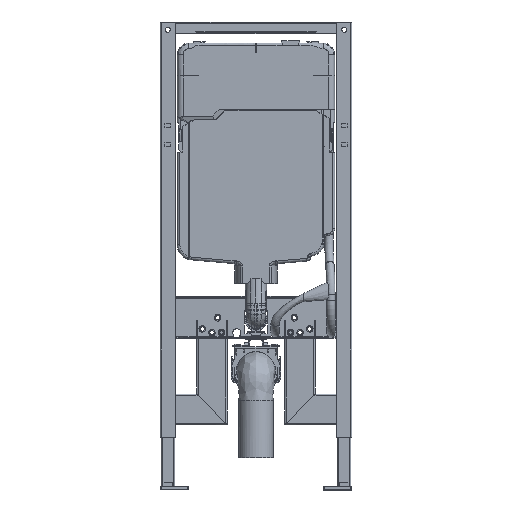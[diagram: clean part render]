
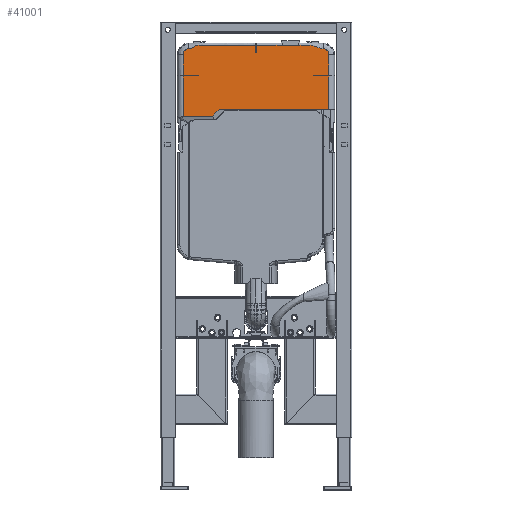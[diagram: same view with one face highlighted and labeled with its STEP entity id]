
A CAD part, left-side view. The second image highlights one B-rep face of the part: STEP entity #41001.
In plain terms, the highlighted planar face has unit normal (-1, 0, 0).
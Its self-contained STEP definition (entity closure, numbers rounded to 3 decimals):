
#185=LINE('',#59759,#3938);
#186=LINE('',#59761,#3939);
#187=LINE('',#59763,#3940);
#188=LINE('',#59765,#3941);
#189=LINE('',#59767,#3942);
#190=LINE('',#59787,#3943);
#191=LINE('',#59789,#3944);
#192=LINE('',#59791,#3945);
#193=LINE('',#59793,#3946);
#194=LINE('',#59795,#3947);
#195=LINE('',#59797,#3948);
#196=LINE('',#59799,#3949);
#197=LINE('',#59801,#3950);
#198=LINE('',#59803,#3951);
#199=LINE('',#59805,#3952);
#200=LINE('',#59807,#3953);
#201=LINE('',#59809,#3954);
#202=LINE('',#59811,#3955);
#3938=VECTOR('',#46989,43.5);
#3939=VECTOR('',#46990,67.5);
#3940=VECTOR('',#46991,20.);
#3941=VECTOR('',#46992,1.5);
#3942=VECTOR('',#46993,20.);
#3943=VECTOR('',#46996,54.25);
#3944=VECTOR('',#46997,40.);
#3945=VECTOR('',#46998,1.5);
#3946=VECTOR('',#46999,40.);
#3947=VECTOR('',#47000,104.716);
#3948=VECTOR('',#47001,76.678);
#3949=VECTOR('',#47002,24.7);
#3950=VECTOR('',#47003,285.856);
#3951=VECTOR('',#47004,87.25);
#3952=VECTOR('',#47005,40.);
#3953=VECTOR('',#47006,1.5);
#3954=VECTOR('',#47007,40.);
#3955=VECTOR('',#47008,54.25);
#7814=B_SPLINE_CURVE_WITH_KNOTS('',3,(#59743,#59744,#59745,#59746,#59747,
#59748,#59749,#59750,#59751,#59752,#59753,#59754,#59755,#59756),
 .UNSPECIFIED.,.F.,.F.,(4,1,1,1,1,1,1,1,1,1,1,4),(-9.325,-8.421,
-7.518,-6.614,-5.711,-5.259,
-4.807,-4.581,-4.355,-3.904,-3.452,
-3.),.UNSPECIFIED.);
#7815=B_SPLINE_CURVE_WITH_KNOTS('',3,(#59769,#59770,#59771,#59772,#59773,
#59774,#59775,#59776,#59777,#59778,#59779,#59780,#59781,#59782,#59783),
 .UNSPECIFIED.,.F.,.F.,(4,1,1,1,1,1,1,1,1,1,1,1,4),(-38.,-37.689,
-37.378,-37.067,-36.755,-36.133,
-35.822,-35.511,-35.096,-34.681,-33.021,
-30.532,-20.575),.UNSPECIFIED.);
#8543=PLANE('',#43329);
#10249=FACE_OUTER_BOUND('',#12458,.T.);
#12458=EDGE_LOOP('',(#26392,#26393,#26394,#26395,#26396,#26397,#26398,#26399,
#26400,#26401,#26402,#26403,#26404,#26405,#26406,#26407,#26408,#26409,#26410,
#26411,#26412,#26413));
#15061=CIRCLE('',#43330,15.);
#15062=CIRCLE('',#43331,15.);
#16615=VERTEX_POINT('',#59712);
#16617=VERTEX_POINT('',#59729);
#16618=VERTEX_POINT('',#59758);
#16619=VERTEX_POINT('',#59760);
#16620=VERTEX_POINT('',#59762);
#16621=VERTEX_POINT('',#59764);
#16622=VERTEX_POINT('',#59766);
#16623=VERTEX_POINT('',#59768);
#16624=VERTEX_POINT('',#59784);
#16625=VERTEX_POINT('',#59786);
#16626=VERTEX_POINT('',#59788);
#16627=VERTEX_POINT('',#59790);
#16628=VERTEX_POINT('',#59792);
#16629=VERTEX_POINT('',#59794);
#16630=VERTEX_POINT('',#59796);
#16631=VERTEX_POINT('',#59798);
#16632=VERTEX_POINT('',#59800);
#16633=VERTEX_POINT('',#59802);
#16634=VERTEX_POINT('',#59804);
#16635=VERTEX_POINT('',#59806);
#16636=VERTEX_POINT('',#59808);
#16637=VERTEX_POINT('',#59810);
#20470=EDGE_CURVE('',#16617,#16615,#7814,.T.);
#20471=EDGE_CURVE('',#16617,#16618,#185,.T.);
#20472=EDGE_CURVE('',#16619,#16618,#186,.T.);
#20473=EDGE_CURVE('',#16619,#16620,#187,.T.);
#20474=EDGE_CURVE('',#16620,#16621,#188,.T.);
#20475=EDGE_CURVE('',#16621,#16622,#189,.T.);
#20476=EDGE_CURVE('',#16623,#16622,#7815,.T.);
#20477=EDGE_CURVE('',#16623,#16624,#15061,.T.);
#20478=EDGE_CURVE('',#16625,#16624,#190,.T.);
#20479=EDGE_CURVE('',#16625,#16626,#191,.T.);
#20480=EDGE_CURVE('',#16626,#16627,#192,.T.);
#20481=EDGE_CURVE('',#16627,#16628,#193,.T.);
#20482=EDGE_CURVE('',#16629,#16628,#194,.T.);
#20483=EDGE_CURVE('',#16630,#16629,#195,.T.);
#20484=EDGE_CURVE('',#16631,#16630,#196,.T.);
#20485=EDGE_CURVE('',#16631,#16632,#197,.T.);
#20486=EDGE_CURVE('',#16633,#16632,#198,.T.);
#20487=EDGE_CURVE('',#16633,#16634,#199,.T.);
#20488=EDGE_CURVE('',#16634,#16635,#200,.T.);
#20489=EDGE_CURVE('',#16635,#16636,#201,.T.);
#20490=EDGE_CURVE('',#16637,#16636,#202,.T.);
#20491=EDGE_CURVE('',#16637,#16615,#15062,.T.);
#26392=ORIENTED_EDGE('',*,*,#20470,.F.);
#26393=ORIENTED_EDGE('',*,*,#20471,.T.);
#26394=ORIENTED_EDGE('',*,*,#20472,.F.);
#26395=ORIENTED_EDGE('',*,*,#20473,.T.);
#26396=ORIENTED_EDGE('',*,*,#20474,.T.);
#26397=ORIENTED_EDGE('',*,*,#20475,.T.);
#26398=ORIENTED_EDGE('',*,*,#20476,.F.);
#26399=ORIENTED_EDGE('',*,*,#20477,.T.);
#26400=ORIENTED_EDGE('',*,*,#20478,.F.);
#26401=ORIENTED_EDGE('',*,*,#20479,.T.);
#26402=ORIENTED_EDGE('',*,*,#20480,.T.);
#26403=ORIENTED_EDGE('',*,*,#20481,.T.);
#26404=ORIENTED_EDGE('',*,*,#20482,.F.);
#26405=ORIENTED_EDGE('',*,*,#20483,.F.);
#26406=ORIENTED_EDGE('',*,*,#20484,.F.);
#26407=ORIENTED_EDGE('',*,*,#20485,.T.);
#26408=ORIENTED_EDGE('',*,*,#20486,.F.);
#26409=ORIENTED_EDGE('',*,*,#20487,.T.);
#26410=ORIENTED_EDGE('',*,*,#20488,.T.);
#26411=ORIENTED_EDGE('',*,*,#20489,.T.);
#26412=ORIENTED_EDGE('',*,*,#20490,.F.);
#26413=ORIENTED_EDGE('',*,*,#20491,.T.);
#41001=ADVANCED_FACE('',(#10249),#8543,.T.);
#43329=AXIS2_PLACEMENT_3D('',#59757,#46987,#46988);
#43330=AXIS2_PLACEMENT_3D('',#59785,#46994,#46995);
#43331=AXIS2_PLACEMENT_3D('',#59812,#47009,#47010);
#46987=DIRECTION('center_axis',(-1.,0.,0.));
#46988=DIRECTION('ref_axis',(0.,-1.,0.));
#46989=DIRECTION('',(0.,1.,0.));
#46990=DIRECTION('',(0.,-1.,0.));
#46991=DIRECTION('',(0.,0.,-1.));
#46992=DIRECTION('',(0.,1.,0.));
#46993=DIRECTION('',(0.,0.,1.));
#46994=DIRECTION('center_axis',(-1.,0.,0.));
#46995=DIRECTION('ref_axis',(0.,0.,1.));
#46996=DIRECTION('',(0.,0.,1.));
#46997=DIRECTION('',(0.,-1.,0.));
#46998=DIRECTION('',(0.,0.,-1.));
#46999=DIRECTION('',(0.,1.,0.));
#47000=DIRECTION('',(0.,0.,1.));
#47001=DIRECTION('',(0.,1.,0.));
#47002=DIRECTION('',(0.,0.707,-0.707));
#47003=DIRECTION('',(0.,-1.,0.));
#47004=DIRECTION('',(0.,0.,-1.));
#47005=DIRECTION('',(0.,1.,0.));
#47006=DIRECTION('',(0.,0.,1.));
#47007=DIRECTION('',(0.,-1.,0.));
#47008=DIRECTION('',(0.,0.,-1.));
#47009=DIRECTION('center_axis',(-1.,0.,0.));
#47010=DIRECTION('ref_axis',(0.,0.,1.));
#59712=CARTESIAN_POINT('',(-80.,-175.,1070.));
#59729=CARTESIAN_POINT('',(-80.,-111.75,1080.));
#59743=CARTESIAN_POINT('Ctrl Pts',(-80.,-111.75,1080.));
#59744=CARTESIAN_POINT('Ctrl Pts',(-80.,-114.762,1080.));
#59745=CARTESIAN_POINT('Ctrl Pts',(-80.,-120.786,1079.908));
#59746=CARTESIAN_POINT('Ctrl Pts',(-80.,-129.821,1079.819));
#59747=CARTESIAN_POINT('Ctrl Pts',(-80.,-138.857,1079.665));
#59748=CARTESIAN_POINT('Ctrl Pts',(-80.,-146.387,1078.939));
#59749=CARTESIAN_POINT('Ctrl Pts',(-80.,-152.411,1077.162));
#59750=CARTESIAN_POINT('Ctrl Pts',(-80.,-156.176,1075.667));
#59751=CARTESIAN_POINT('Ctrl Pts',(-80.,-159.188,1074.404));
#59752=CARTESIAN_POINT('Ctrl Pts',(-80.,-162.199,1073.144));
#59753=CARTESIAN_POINT('Ctrl Pts',(-80.,-165.964,1071.672));
#59754=CARTESIAN_POINT('Ctrl Pts',(-80.,-170.482,1070.365));
#59755=CARTESIAN_POINT('Ctrl Pts',(-80.,-173.494,1070.));
#59756=CARTESIAN_POINT('Ctrl Pts',(-80.,-175.,1070.));
#59757=CARTESIAN_POINT('Origin',(-80.,205.,1000.));
#59758=CARTESIAN_POINT('',(-80.,-68.25,1080.));
#59759=CARTESIAN_POINT('',(-80.,57.5,1080.));
#59760=CARTESIAN_POINT('',(-80.,-0.75,1080.));
#59761=CARTESIAN_POINT('',(-80.,102.5,1080.));
#59762=CARTESIAN_POINT('',(-80.,-0.75,1060.));
#59763=CARTESIAN_POINT('',(-80.,-0.75,1042.5));
#59764=CARTESIAN_POINT('',(-80.,0.75,1060.));
#59765=CARTESIAN_POINT('',(-80.,102.125,1060.));
#59766=CARTESIAN_POINT('',(-80.,0.75,1080.));
#59767=CARTESIAN_POINT('',(-80.,0.75,1030.));
#59768=CARTESIAN_POINT('',(-80.,175.,1070.));
#59769=CARTESIAN_POINT('Ctrl Pts',(-80.,175.,1070.));
#59770=CARTESIAN_POINT('Ctrl Pts',(-80.,173.963,1070.));
#59771=CARTESIAN_POINT('Ctrl Pts',(-80.,171.888,1070.356));
#59772=CARTESIAN_POINT('Ctrl Pts',(-80.,168.777,1071.426));
#59773=CARTESIAN_POINT('Ctrl Pts',(-80.,165.665,1073.074));
#59774=CARTESIAN_POINT('Ctrl Pts',(-80.,161.516,1075.779));
#59775=CARTESIAN_POINT('Ctrl Pts',(-80.,157.368,1078.432));
#59776=CARTESIAN_POINT('Ctrl Pts',(-80.,153.219,1079.725));
#59777=CARTESIAN_POINT('Ctrl Pts',(-80.,149.761,1080.035));
#59778=CARTESIAN_POINT('Ctrl Pts',(-80.,145.958,1079.988));
#59779=CARTESIAN_POINT('Ctrl Pts',(-80.,137.661,1080.009));
#59780=CARTESIAN_POINT('Ctrl Pts',(-80.,122.448,1079.995));
#59781=CARTESIAN_POINT('Ctrl Pts',(-80.,75.429,1080.005));
#59782=CARTESIAN_POINT('Ctrl Pts',(-80.,33.94,1080.));
#59783=CARTESIAN_POINT('Ctrl Pts',(-80.,0.75,1080.));
#59784=CARTESIAN_POINT('',(-80.,190.,1055.));
#59785=CARTESIAN_POINT('Origin',(-80.,175.,1055.));
#59786=CARTESIAN_POINT('',(-80.,190.,1000.75));
#59787=CARTESIAN_POINT('',(-80.,190.,912.));
#59788=CARTESIAN_POINT('',(-80.,150.,1000.75));
#59789=CARTESIAN_POINT('',(-80.,177.5,1000.75));
#59790=CARTESIAN_POINT('',(-80.,150.,999.25));
#59791=CARTESIAN_POINT('',(-80.,150.,999.625));
#59792=CARTESIAN_POINT('',(-80.,190.,999.25));
#59793=CARTESIAN_POINT('',(-80.,205.,999.25));
#59794=CARTESIAN_POINT('',(-80.,190.,894.534));
#59795=CARTESIAN_POINT('',(-80.,190.,912.));
#59796=CARTESIAN_POINT('',(-80.,113.322,894.534));
#59797=CARTESIAN_POINT('',(-80.,196.66,894.534));
#59798=CARTESIAN_POINT('',(-80.,95.856,912.));
#59799=CARTESIAN_POINT('',(-80.,111.618,896.238));
#59800=CARTESIAN_POINT('',(-80.,-190.,912.));
#59801=CARTESIAN_POINT('',(-80.,0.,912.));
#59802=CARTESIAN_POINT('',(-80.,-190.,999.25));
#59803=CARTESIAN_POINT('',(-80.,-190.,912.));
#59804=CARTESIAN_POINT('',(-80.,-150.,999.25));
#59805=CARTESIAN_POINT('',(-80.,27.5,999.25));
#59806=CARTESIAN_POINT('',(-80.,-150.,1000.75));
#59807=CARTESIAN_POINT('',(-80.,-150.,1000.375));
#59808=CARTESIAN_POINT('',(-80.,-190.,1000.75));
#59809=CARTESIAN_POINT('',(-80.,0.,1000.75));
#59810=CARTESIAN_POINT('',(-80.,-190.,1055.));
#59811=CARTESIAN_POINT('',(-80.,-190.,912.));
#59812=CARTESIAN_POINT('Origin',(-80.,-175.,1055.));
